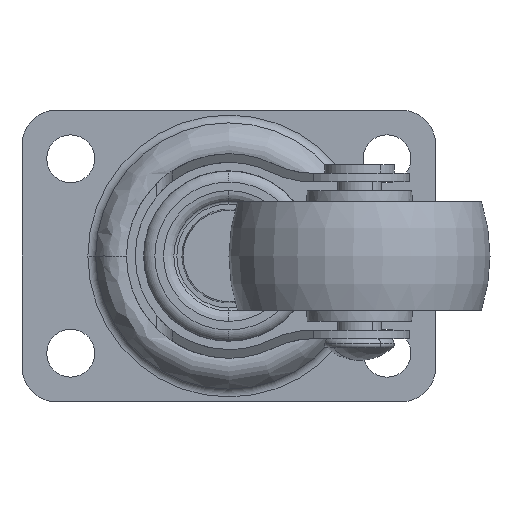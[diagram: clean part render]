
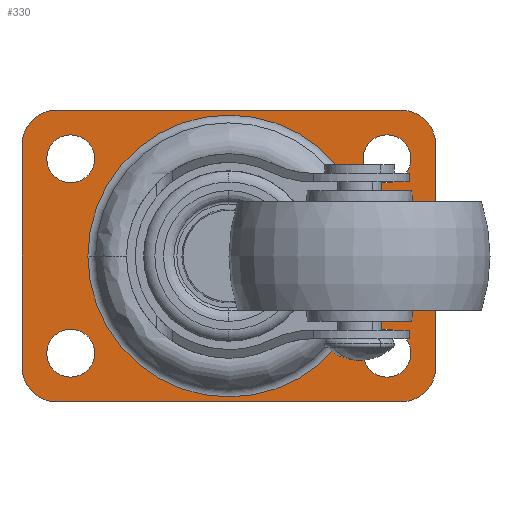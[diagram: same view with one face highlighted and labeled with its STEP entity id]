
A CAD part, front view. The second image highlights one B-rep face of the part: STEP entity #330.
In plain terms, the highlighted planar face has unit normal (0, -1, 0).
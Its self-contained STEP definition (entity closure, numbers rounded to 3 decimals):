
#330=ADVANCED_FACE('',(#689,#690,#691,#692,#693,#694),#695,.T.);
#689=FACE_OUTER_BOUND('',#1375,.T.);
#690=FACE_BOUND('',#1376,.T.);
#691=FACE_BOUND('',#1377,.T.);
#692=FACE_BOUND('',#1378,.T.);
#693=FACE_BOUND('',#1379,.T.);
#694=FACE_BOUND('',#1380,.T.);
#695=PLANE('',#1381);
#1375=EDGE_LOOP('',(#2499,#2500,#2501,#2502,#2503,#2504,#2505,#2506));
#1376=EDGE_LOOP('',(#2507,#2508));
#1377=EDGE_LOOP('',(#2509,#2510));
#1378=EDGE_LOOP('',(#2511,#2512));
#1379=EDGE_LOOP('',(#2513,#2514));
#1380=EDGE_LOOP('',(#2515,#2516));
#1381=AXIS2_PLACEMENT_3D('',#2517,#2518,#2519);
#2499=ORIENTED_EDGE('',*,*,#3415,.F.);
#2500=ORIENTED_EDGE('',*,*,#3416,.F.);
#2501=ORIENTED_EDGE('',*,*,#3417,.F.);
#2502=ORIENTED_EDGE('',*,*,#3418,.F.);
#2503=ORIENTED_EDGE('',*,*,#3419,.F.);
#2504=ORIENTED_EDGE('',*,*,#3420,.F.);
#2505=ORIENTED_EDGE('',*,*,#3421,.F.);
#2506=ORIENTED_EDGE('',*,*,#3422,.F.);
#2507=ORIENTED_EDGE('',*,*,#3423,.T.);
#2508=ORIENTED_EDGE('',*,*,#3367,.T.);
#2509=ORIENTED_EDGE('',*,*,#3424,.T.);
#2510=ORIENTED_EDGE('',*,*,#3385,.T.);
#2511=ORIENTED_EDGE('',*,*,#3425,.T.);
#2512=ORIENTED_EDGE('',*,*,#3381,.T.);
#2513=ORIENTED_EDGE('',*,*,#3426,.T.);
#2514=ORIENTED_EDGE('',*,*,#3377,.T.);
#2515=ORIENTED_EDGE('',*,*,#3427,.T.);
#2516=ORIENTED_EDGE('',*,*,#3373,.T.);
#2517=CARTESIAN_POINT('',(-19.75,4.3,-12.75));
#2518=DIRECTION('',(0.0,-1.0,-0.0));
#2519=DIRECTION('',(-1.0,0.0,0.));
#3367=EDGE_CURVE('',#4005,#4006,#4007,.T.);
#3373=EDGE_CURVE('',#4015,#4016,#4017,.T.);
#3377=EDGE_CURVE('',#4023,#4024,#4025,.T.);
#3381=EDGE_CURVE('',#4031,#4032,#4033,.T.);
#3385=EDGE_CURVE('',#4039,#4040,#4041,.T.);
#3415=EDGE_CURVE('',#4083,#4084,#4085,.T.);
#3416=EDGE_CURVE('',#4086,#4083,#4087,.T.);
#3417=EDGE_CURVE('',#4088,#4086,#4089,.T.);
#3418=EDGE_CURVE('',#4090,#4088,#4091,.T.);
#3419=EDGE_CURVE('',#4092,#4090,#4093,.T.);
#3420=EDGE_CURVE('',#4094,#4092,#4095,.T.);
#3421=EDGE_CURVE('',#4096,#4094,#4097,.T.);
#3422=EDGE_CURVE('',#4084,#4096,#4098,.T.);
#3423=EDGE_CURVE('',#4006,#4005,#4099,.T.);
#3424=EDGE_CURVE('',#4040,#4039,#4100,.T.);
#3425=EDGE_CURVE('',#4032,#4031,#4101,.T.);
#3426=EDGE_CURVE('',#4024,#4023,#4102,.T.);
#3427=EDGE_CURVE('',#4016,#4015,#4103,.T.);
#4005=VERTEX_POINT('',#5065);
#4006=VERTEX_POINT('',#5066);
#4007=CIRCLE('',#5067,16.183);
#4015=VERTEX_POINT('',#5075);
#4016=VERTEX_POINT('',#5076);
#4017=CIRCLE('',#5077,2.75);
#4023=VERTEX_POINT('',#5085);
#4024=VERTEX_POINT('',#5086);
#4025=CIRCLE('',#5087,2.75);
#4031=VERTEX_POINT('',#5095);
#4032=VERTEX_POINT('',#5096);
#4033=CIRCLE('',#5097,2.75);
#4039=VERTEX_POINT('',#5105);
#4040=VERTEX_POINT('',#5106);
#4041=CIRCLE('',#5107,2.75);
#4083=VERTEX_POINT('',#5157);
#4084=VERTEX_POINT('',#5158);
#4085=CIRCLE('',#5159,4.0);
#4086=VERTEX_POINT('',#5160);
#4087=LINE('',#5161,#5162);
#4088=VERTEX_POINT('',#5163);
#4089=CIRCLE('',#5164,4.0);
#4090=VERTEX_POINT('',#5165);
#4091=LINE('',#5166,#5167);
#4092=VERTEX_POINT('',#5168);
#4093=CIRCLE('',#5169,4.0);
#4094=VERTEX_POINT('',#5170);
#4095=LINE('',#5171,#5172);
#4096=VERTEX_POINT('',#5173);
#4097=CIRCLE('',#5174,4.0);
#4098=LINE('',#5175,#5176);
#4099=CIRCLE('',#5177,16.183);
#4100=CIRCLE('',#5178,2.75);
#4101=CIRCLE('',#5179,2.75);
#4102=CIRCLE('',#5180,2.75);
#4103=CIRCLE('',#5181,2.75);
#5065=CARTESIAN_POINT('',(-16.183,4.3,0.));
#5066=CARTESIAN_POINT('',(16.183,4.3,0.));
#5067=AXIS2_PLACEMENT_3D('',#6026,#6027,#6028);
#5075=CARTESIAN_POINT('',(15.409,4.3,-11.159));
#5076=CARTESIAN_POINT('',(20.909,4.3,-11.159));
#5077=AXIS2_PLACEMENT_3D('',#6044,#6045,#6046);
#5085=CARTESIAN_POINT('',(-20.909,4.3,-11.159));
#5086=CARTESIAN_POINT('',(-15.409,4.3,-11.159));
#5087=AXIS2_PLACEMENT_3D('',#6052,#6053,#6054);
#5095=CARTESIAN_POINT('',(15.409,4.3,11.159));
#5096=CARTESIAN_POINT('',(20.909,4.3,11.159));
#5097=AXIS2_PLACEMENT_3D('',#6060,#6061,#6062);
#5105=CARTESIAN_POINT('',(-20.909,4.3,11.159));
#5106=CARTESIAN_POINT('',(-15.409,4.3,11.159));
#5107=AXIS2_PLACEMENT_3D('',#6068,#6069,#6070);
#5157=CARTESIAN_POINT('',(-19.75,4.3,-16.75));
#5158=CARTESIAN_POINT('',(-23.75,4.3,-12.75));
#5159=AXIS2_PLACEMENT_3D('',#6142,#6143,#6144);
#5160=CARTESIAN_POINT('',(19.75,4.3,-16.75));
#5161=CARTESIAN_POINT('',(-19.75,4.3,-16.75));
#5162=VECTOR('',#6145,1000.0);
#5163=CARTESIAN_POINT('',(23.75,4.3,-12.75));
#5164=AXIS2_PLACEMENT_3D('',#6146,#6147,#6148);
#5165=CARTESIAN_POINT('',(23.75,4.3,12.75));
#5166=CARTESIAN_POINT('',(23.75,4.3,12.75));
#5167=VECTOR('',#6149,1000.0);
#5168=CARTESIAN_POINT('',(19.75,4.3,16.75));
#5169=AXIS2_PLACEMENT_3D('',#6150,#6151,#6152);
#5170=CARTESIAN_POINT('',(-19.75,4.3,16.75));
#5171=CARTESIAN_POINT('',(-19.75,4.3,16.75));
#5172=VECTOR('',#6153,1000.0);
#5173=CARTESIAN_POINT('',(-23.75,4.3,12.75));
#5174=AXIS2_PLACEMENT_3D('',#6154,#6155,#6156);
#5175=CARTESIAN_POINT('',(-23.75,4.3,12.75));
#5176=VECTOR('',#6157,1000.0);
#5177=AXIS2_PLACEMENT_3D('',#6158,#6159,#6160);
#5178=AXIS2_PLACEMENT_3D('',#6161,#6162,#6163);
#5179=AXIS2_PLACEMENT_3D('',#6164,#6165,#6166);
#5180=AXIS2_PLACEMENT_3D('',#6167,#6168,#6169);
#5181=AXIS2_PLACEMENT_3D('',#6170,#6171,#6172);
#6026=CARTESIAN_POINT('',(0.0,4.3,0.0));
#6027=DIRECTION('',(0.0,1.0,0.0));
#6028=DIRECTION('',(-1.0,0.0,0.));
#6044=CARTESIAN_POINT('',(18.159,4.3,-11.159));
#6045=DIRECTION('',(-0.0,1.0,0.0));
#6046=DIRECTION('',(1.0,0.0,0.));
#6052=CARTESIAN_POINT('',(-18.159,4.3,-11.159));
#6053=DIRECTION('',(0.0,1.0,0.0));
#6054=DIRECTION('',(-1.0,0.0,0.));
#6060=CARTESIAN_POINT('',(18.159,4.3,11.159));
#6061=DIRECTION('',(0.0,1.0,0.0));
#6062=DIRECTION('',(-1.0,0.0,0.));
#6068=CARTESIAN_POINT('',(-18.159,4.3,11.159));
#6069=DIRECTION('',(-0.0,1.0,0.0));
#6070=DIRECTION('',(1.0,0.0,0.));
#6142=CARTESIAN_POINT('',(-19.75,4.3,-12.75));
#6143=DIRECTION('',(0.0,1.0,0.0));
#6144=DIRECTION('',(-1.0,0.0,0.));
#6145=DIRECTION('',(-1.0,-0.0,0.));
#6146=CARTESIAN_POINT('',(19.75,4.3,-12.75));
#6147=DIRECTION('',(-0.0,1.0,0.0));
#6148=DIRECTION('',(1.0,0.0,0.));
#6149=DIRECTION('',(0.,0.0,-1.0));
#6150=CARTESIAN_POINT('',(19.75,4.3,12.75));
#6151=DIRECTION('',(-0.0,1.0,0.0));
#6152=DIRECTION('',(1.0,0.0,0.));
#6153=DIRECTION('',(1.0,0.0,0.));
#6154=CARTESIAN_POINT('',(-19.75,4.3,12.75));
#6155=DIRECTION('',(-0.0,1.0,0.0));
#6156=DIRECTION('',(1.0,0.0,0.));
#6157=DIRECTION('',(0.,-0.0,1.0));
#6158=CARTESIAN_POINT('',(0.0,4.3,0.0));
#6159=DIRECTION('',(0.0,1.0,0.0));
#6160=DIRECTION('',(-1.0,0.0,0.));
#6161=CARTESIAN_POINT('',(-18.159,4.3,11.159));
#6162=DIRECTION('',(-0.0,1.0,0.0));
#6163=DIRECTION('',(1.0,0.0,0.));
#6164=CARTESIAN_POINT('',(18.159,4.3,11.159));
#6165=DIRECTION('',(0.0,1.0,0.0));
#6166=DIRECTION('',(-1.0,0.0,0.));
#6167=CARTESIAN_POINT('',(-18.159,4.3,-11.159));
#6168=DIRECTION('',(0.0,1.0,0.0));
#6169=DIRECTION('',(-1.0,0.0,0.));
#6170=CARTESIAN_POINT('',(18.159,4.3,-11.159));
#6171=DIRECTION('',(-0.0,1.0,0.0));
#6172=DIRECTION('',(1.0,0.0,0.));
